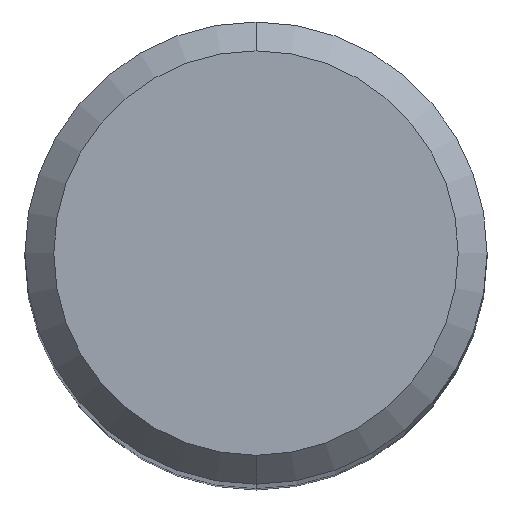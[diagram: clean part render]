
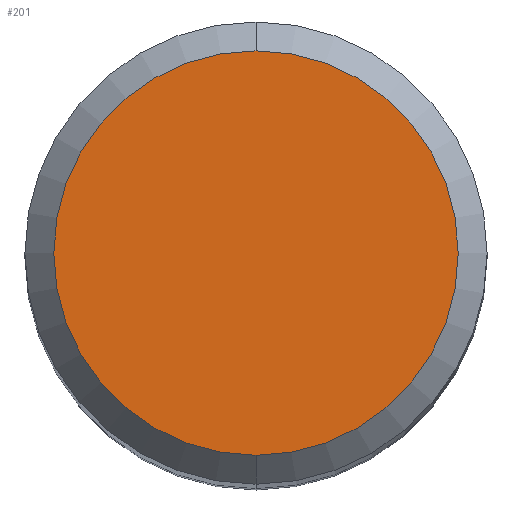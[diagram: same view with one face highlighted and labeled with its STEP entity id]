
A CAD part, top view. The second image highlights one B-rep face of the part: STEP entity #201.
In plain terms, the highlighted planar face has unit normal (0, 0, 1).
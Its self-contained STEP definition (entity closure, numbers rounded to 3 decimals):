
#201=ADVANCED_FACE('',(#441),#442,.T.);
#219=EDGE_CURVE('',#349,#323,#461,.T.);
#279=EDGE_CURVE('',#323,#349,#526,.T.);
#323=VERTEX_POINT('',#579);
#349=VERTEX_POINT('',#608);
#441=FACE_OUTER_BOUND('',#715,.T.);
#442=PLANE('',#716);
#461=CIRCLE('',#741,2.8);
#526=CIRCLE('',#828,2.8);
#579=CARTESIAN_POINT('',(0.0,2.8,0.0));
#608=CARTESIAN_POINT('',(0.,-2.8,0.0));
#715=EDGE_LOOP('',(#1033,#1034));
#716=AXIS2_PLACEMENT_3D('',#1035,#1036,#1037);
#741=AXIS2_PLACEMENT_3D('',#1051,#1052,#1053);
#828=AXIS2_PLACEMENT_3D('',#1121,#1122,#1123);
#1033=ORIENTED_EDGE('',*,*,#279,.F.);
#1034=ORIENTED_EDGE('',*,*,#219,.F.);
#1035=CARTESIAN_POINT('',(0.0,1.4,0.0));
#1036=DIRECTION('',(-0.0,0.0,1.0));
#1037=DIRECTION('',(0.0,-1.0,0.0));
#1051=CARTESIAN_POINT('',(0.0,0.0,0.0));
#1052=DIRECTION('',(0.0,0.0,-1.0));
#1053=DIRECTION('',(0.0,1.0,0.0));
#1121=CARTESIAN_POINT('',(0.0,0.0,0.0));
#1122=DIRECTION('',(0.0,0.0,-1.0));
#1123=DIRECTION('',(0.0,1.0,0.0));
